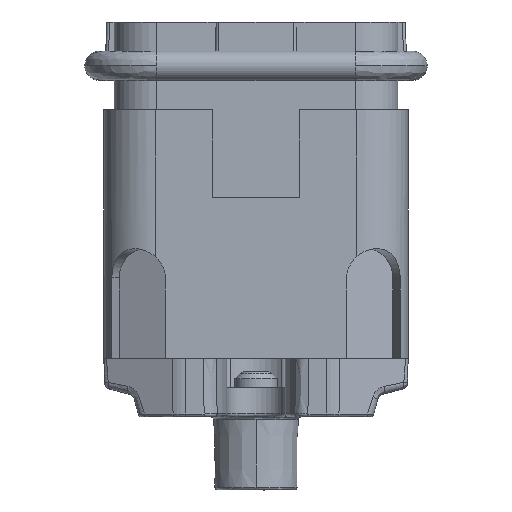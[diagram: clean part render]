
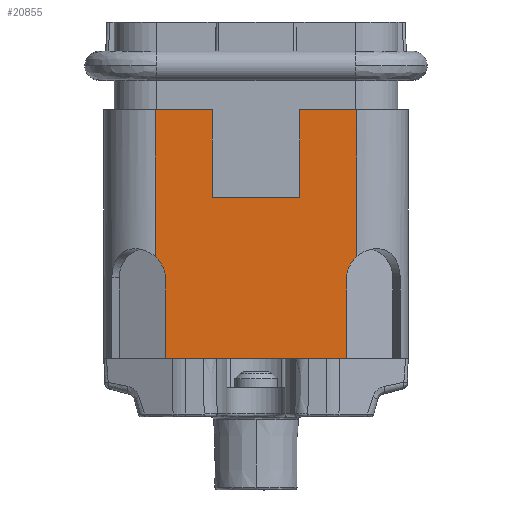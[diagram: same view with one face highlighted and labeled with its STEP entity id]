
A CAD part, front view. The second image highlights one B-rep face of the part: STEP entity #20855.
In plain terms, the highlighted planar face has unit normal (0, -1, 0).
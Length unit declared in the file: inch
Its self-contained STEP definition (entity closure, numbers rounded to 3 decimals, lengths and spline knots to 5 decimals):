
#211 = DIRECTION ( 'NONE',  ( 0., 0., 1. ) ) ;
#1200 = CARTESIAN_POINT ( 'NONE',  ( 0.11811, -0.40945, 0.23622 ) ) ;
#1297 = EDGE_LOOP ( 'NONE', ( #5204, #2287, #9648, #14758, #12158, #13175, #19776, #16074, #9128, #18731, #11430, #7330 ) ) ;
#1402 = PLANE ( 'NONE',  #20722 ) ;
#1727 = VECTOR ( 'NONE', #9971, 39.37008 ) ;
#1843 = VERTEX_POINT ( 'NONE', #3874 ) ;
#2287 = ORIENTED_EDGE ( 'NONE', *, *, #14111, .T. ) ;
#2555 = CARTESIAN_POINT ( 'NONE',  ( -0.24399, -0.40945, -0.19436 ) ) ;
#2655 = CARTESIAN_POINT ( 'NONE',  ( -0.24399, -0.40945, -0.21654 ) ) ;
#2732 = CARTESIAN_POINT ( 'NONE',  ( -0.27165, -0.40945, 0.23622 ) ) ;
#3061 = CARTESIAN_POINT ( 'NONE',  ( -0.40945, -0.40945, -0.43307 ) ) ;
#3165 = LINE ( 'NONE', #3061, #19907 ) ;
#3267 = CARTESIAN_POINT ( 'NONE',  ( -0.27165, -0.40945, 0.23622 ) ) ;
#3712 = VERTEX_POINT ( 'NONE', #11174 ) ;
#3874 = CARTESIAN_POINT ( 'NONE',  ( -0.11811, -0.40945, 0.23622 ) ) ;
#3926 = CARTESIAN_POINT ( 'NONE',  ( -0.25375, -0.40945, -0.17403 ) ) ;
#3992 = DIRECTION ( 'NONE',  ( 1., 0., 0. ) ) ;
#4137 = DIRECTION ( 'NONE',  ( 0., 0., 1. ) ) ;
#4232 = CARTESIAN_POINT ( 'NONE',  ( 0.27165, -0.40945, 0.23622 ) ) ;
#4599 = VECTOR ( 'NONE', #17843, 39.37008 ) ;
#4785 = VECTOR ( 'NONE', #10254, 39.37008 ) ;
#4793 = LINE ( 'NONE', #6626, #17859 ) ;
#5048 = DIRECTION ( 'NONE',  ( 0., 0., 1. ) ) ;
#5061 = VERTEX_POINT ( 'NONE', #17608 ) ;
#5204 = ORIENTED_EDGE ( 'NONE', *, *, #5402, .T. ) ;
#5402 = EDGE_CURVE ( 'NONE', #9456, #3712, #7695, .T. ) ;
#5605 = CARTESIAN_POINT ( 'NONE',  ( -0.11811, -0.40945, 0.23622 ) ) ;
#5687 = VERTEX_POINT ( 'NONE', #13874 ) ;
#5764 = EDGE_CURVE ( 'NONE', #5061, #1843, #7449, .T. ) ;
#6139 = VERTEX_POINT ( 'NONE', #14419 ) ;
#6140 = EDGE_CURVE ( 'NONE', #7009, #12455, #19788, .T. ) ;
#6626 = CARTESIAN_POINT ( 'NONE',  ( 0.40945, -0.40945, 0. ) ) ;
#6936 =( BOUNDED_CURVE ( )  B_SPLINE_CURVE ( 3, ( #9339, #3926, #2555, #16093 ),
 .UNSPECIFIED., .F., .T. ) 
 B_SPLINE_CURVE_WITH_KNOTS ( ( 4, 4 ),
 ( 5.46229, 6.28319 ),
 .UNSPECIFIED. ) 
 CURVE ( )  GEOMETRIC_REPRESENTATION_ITEM ( )  RATIONAL_B_SPLINE_CURVE ( ( 1., 0.945, 0.945, 1. ) ) 
 REPRESENTATION_ITEM ( '' )  );
#6937 = CARTESIAN_POINT ( 'NONE',  ( 0.25375, -0.40945, -0.17403 ) ) ;
#7009 = VERTEX_POINT ( 'NONE', #2655 ) ;
#7234 = CARTESIAN_POINT ( 'NONE',  ( 0.24399, -0.40945, -0.43307 ) ) ;
#7297 = CARTESIAN_POINT ( 'NONE',  ( -0.24399, -0.40945, -0.43307 ) ) ;
#7330 = ORIENTED_EDGE ( 'NONE', *, *, #12741, .T. ) ;
#7355 = CARTESIAN_POINT ( 'NONE',  ( 0.24399, -0.40945, -0.43307 ) ) ;
#7449 = LINE ( 'NONE', #5605, #8672 ) ;
#7695 = LINE ( 'NONE', #7234, #9413 ) ;
#8399 = CARTESIAN_POINT ( 'NONE',  ( -0.40945, -0.40945, -0.43307 ) ) ;
#8467 = DIRECTION ( 'NONE',  ( 1., 0., 0. ) ) ;
#8672 = VECTOR ( 'NONE', #211, 39.37008 ) ;
#9128 = ORIENTED_EDGE ( 'NONE', *, *, #22494, .F. ) ;
#9249 = CARTESIAN_POINT ( 'NONE',  ( -0.27165, -0.40945, -0.15892 ) ) ;
#9339 = CARTESIAN_POINT ( 'NONE',  ( -0.27165, -0.40945, -0.15892 ) ) ;
#9413 = VECTOR ( 'NONE', #4137, 39.37008 ) ;
#9456 = VERTEX_POINT ( 'NONE', #7355 ) ;
#9578 = VECTOR ( 'NONE', #22169, 39.37008 ) ;
#9648 = ORIENTED_EDGE ( 'NONE', *, *, #22150, .T. ) ;
#9959 = EDGE_CURVE ( 'NONE', #5687, #1843, #18958, .T. ) ;
#9971 = DIRECTION ( 'NONE',  ( 0., 0., 1. ) ) ;
#10015 = EDGE_CURVE ( 'NONE', #22149, #17580, #16919, .T. ) ;
#10254 = DIRECTION ( 'NONE',  ( 1., 0., 0. ) ) ;
#11018 = CARTESIAN_POINT ( 'NONE',  ( 0.11811, -0.40945, 0.23622 ) ) ;
#11087 = VERTEX_POINT ( 'NONE', #9249 ) ;
#11174 = CARTESIAN_POINT ( 'NONE',  ( 0.24399, -0.40945, -0.21654 ) ) ;
#11430 = ORIENTED_EDGE ( 'NONE', *, *, #6140, .T. ) ;
#11584 = LINE ( 'NONE', #18667, #1727 ) ;
#11639 =( BOUNDED_CURVE ( )  B_SPLINE_CURVE ( 3, ( #13939, #12559, #6937, #19195 ),
 .UNSPECIFIED., .F., .T. ) 
 B_SPLINE_CURVE_WITH_KNOTS ( ( 4, 4 ),
 ( 0., 0.8209 ),
 .UNSPECIFIED. ) 
 CURVE ( )  GEOMETRIC_REPRESENTATION_ITEM ( )  RATIONAL_B_SPLINE_CURVE ( ( 1., 0.945, 0.945, 1. ) ) 
 REPRESENTATION_ITEM ( '' )  );
#12158 = ORIENTED_EDGE ( 'NONE', *, *, #10015, .F. ) ;
#12314 = EDGE_CURVE ( 'NONE', #11087, #7009, #6936, .T. ) ;
#12455 = VERTEX_POINT ( 'NONE', #21914 ) ;
#12559 = CARTESIAN_POINT ( 'NONE',  ( 0.24399, -0.40945, -0.19436 ) ) ;
#12741 = EDGE_CURVE ( 'NONE', #12455, #9456, #3165, .T. ) ;
#13097 = VECTOR ( 'NONE', #5048, 39.37008 ) ;
#13164 = LINE ( 'NONE', #2732, #19831 ) ;
#13175 = ORIENTED_EDGE ( 'NONE', *, *, #22571, .F. ) ;
#13609 = DIRECTION ( 'NONE',  ( 1., 0., 0. ) ) ;
#13687 = DIRECTION ( 'NONE',  ( 0., 0., -1. ) ) ;
#13780 = CARTESIAN_POINT ( 'NONE',  ( 0.27165, -0.40945, -0.43307 ) ) ;
#13874 = CARTESIAN_POINT ( 'NONE',  ( -0.27165, -0.40945, 0.23622 ) ) ;
#13894 = LINE ( 'NONE', #13780, #13097 ) ;
#13939 = CARTESIAN_POINT ( 'NONE',  ( 0.24399, -0.40945, -0.21654 ) ) ;
#14111 = EDGE_CURVE ( 'NONE', #3712, #6139, #11639, .T. ) ;
#14419 = CARTESIAN_POINT ( 'NONE',  ( 0.27165, -0.40945, -0.15892 ) ) ;
#14758 = ORIENTED_EDGE ( 'NONE', *, *, #20045, .F. ) ;
#16074 = ORIENTED_EDGE ( 'NONE', *, *, #9959, .F. ) ;
#16093 = CARTESIAN_POINT ( 'NONE',  ( -0.24399, -0.40945, -0.21654 ) ) ;
#16919 = LINE ( 'NONE', #1200, #9578 ) ;
#17115 = FACE_OUTER_BOUND ( 'NONE', #1297, .T. ) ;
#17580 = VERTEX_POINT ( 'NONE', #11018 ) ;
#17608 = CARTESIAN_POINT ( 'NONE',  ( -0.11811, -0.40945, 0. ) ) ;
#17704 = VERTEX_POINT ( 'NONE', #4232 ) ;
#17843 = DIRECTION ( 'NONE',  ( 0., 0., -1. ) ) ;
#17859 = VECTOR ( 'NONE', #8467, 39.37008 ) ;
#18667 = CARTESIAN_POINT ( 'NONE',  ( -0.27165, -0.40945, -0.43307 ) ) ;
#18731 = ORIENTED_EDGE ( 'NONE', *, *, #12314, .T. ) ;
#18958 = LINE ( 'NONE', #3267, #4785 ) ;
#19195 = CARTESIAN_POINT ( 'NONE',  ( 0.27165, -0.40945, -0.15892 ) ) ;
#19776 = ORIENTED_EDGE ( 'NONE', *, *, #5764, .T. ) ;
#19788 = LINE ( 'NONE', #7297, #4599 ) ;
#19831 = VECTOR ( 'NONE', #3992, 39.37008 ) ;
#19907 = VECTOR ( 'NONE', #13609, 39.37008 ) ;
#20045 = EDGE_CURVE ( 'NONE', #17580, #17704, #13164, .T. ) ;
#20722 = AXIS2_PLACEMENT_3D ( 'NONE', #8399, #22376, #13687 ) ;
#20748 = CARTESIAN_POINT ( 'NONE',  ( 0.11811, -0.40945, 0. ) ) ;
#20855 = ADVANCED_FACE ( 'NONE', ( #17115 ), #1402, .T. ) ;
#21914 = CARTESIAN_POINT ( 'NONE',  ( -0.24399, -0.40945, -0.43307 ) ) ;
#22149 = VERTEX_POINT ( 'NONE', #20748 ) ;
#22150 = EDGE_CURVE ( 'NONE', #6139, #17704, #13894, .T. ) ;
#22169 = DIRECTION ( 'NONE',  ( 0., 0., 1. ) ) ;
#22376 = DIRECTION ( 'NONE',  ( 0., -1., 0. ) ) ;
#22494 = EDGE_CURVE ( 'NONE', #11087, #5687, #11584, .T. ) ;
#22571 = EDGE_CURVE ( 'NONE', #5061, #22149, #4793, .T. ) ;
